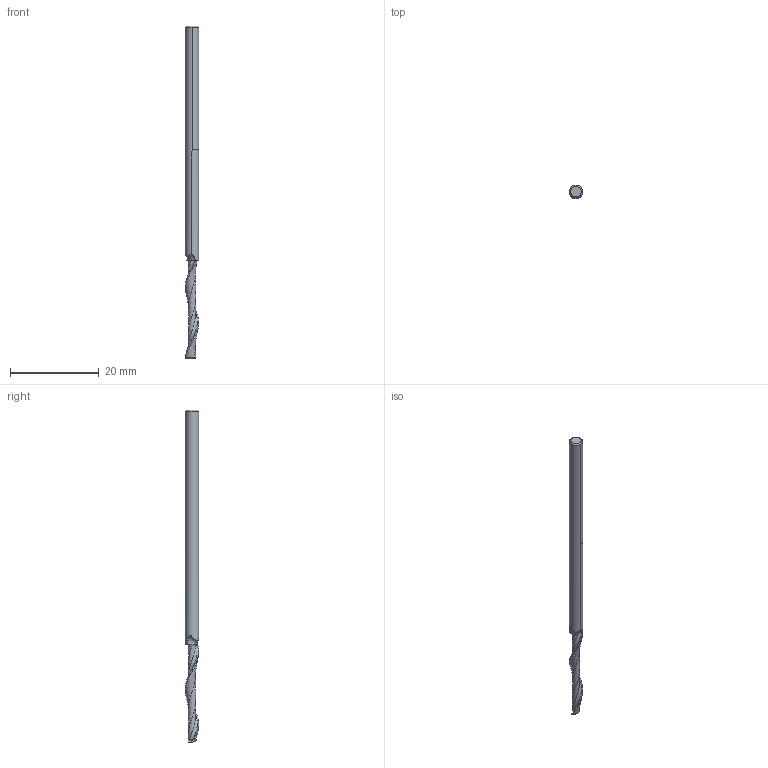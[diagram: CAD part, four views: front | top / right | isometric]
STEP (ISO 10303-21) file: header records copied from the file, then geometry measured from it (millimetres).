
FILE_DESCRIPTION(('no description'),'unknown implementation level');
FILE_NAME('EXN1-M05-0053-3-Detail.stp',' ',('CIMSOURCE GmbH'),('CADClick - KiM GmbH - www.kimweb.de'),'unknown preprocess','ACIS','unknown authorization');
FILE_SCHEMA(('automotive_design'));
Length unit declared in the file: millimetre
Products named in the file (2): NOCUT; CUT
Bounding box: 3 x 3 x 75 mm (x, y, z)
Volume: 430.6 mm3; surface area: 658 mm2
Topology: 2 solids, 2 shells, 29 faces, 71 edges, 47 vertices
Faces by surface type: plane 9, cone 6, revolution 5, bspline 5, cylinder 4
Entity records: 4061 total; most frequent: CARTESIAN_POINT 2560, STYLED_ITEM 149, PRESENTATION_STYLE_ASSIGNMENT 149, COLOUR_RGB 149, ORIENTED_EDGE 142, DIRECTION 110, EDGE_CURVE 71, CURVE_STYLE 71
